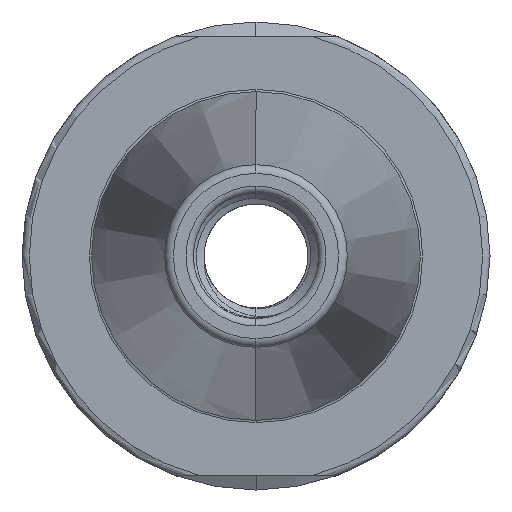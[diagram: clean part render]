
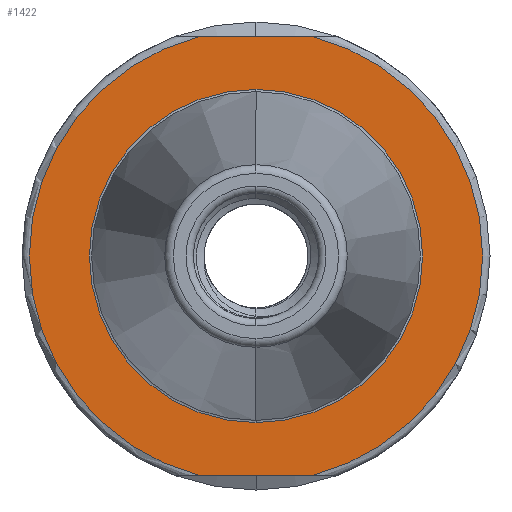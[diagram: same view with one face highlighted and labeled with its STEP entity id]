
A CAD part, left-side view. The second image highlights one B-rep face of the part: STEP entity #1422.
In plain terms, the highlighted planar face has unit normal (-1, 0, 0).
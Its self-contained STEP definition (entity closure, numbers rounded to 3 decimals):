
#1422 = ADVANCED_FACE ( 'NONE', ( #11913, #11903 ), #7863, .F. ) ;
#3327 = CARTESIAN_POINT ( 'NONE',  ( 0., 0., 0. ) ) ;
#3338 = DIRECTION ( 'NONE',  ( 1., 0., 0. ) ) ;
#3364 = DIRECTION ( 'NONE',  ( 0., 0., -1. ) ) ;
#4095 = CARTESIAN_POINT ( 'NONE',  ( 0., 0., 0. ) ) ;
#4097 = DIRECTION ( 'NONE',  ( 0., 0., -1. ) ) ;
#4101 = DIRECTION ( 'NONE',  ( 1., 0., 0. ) ) ;
#7156 = CARTESIAN_POINT ( 'NONE',  ( 0., 0., 22.627 ) ) ;
#7189 = CARTESIAN_POINT ( 'NONE',  ( 0., -7.685, -29.8 ) ) ;
#7197 = CARTESIAN_POINT ( 'NONE',  ( 0., 7.685, -29.8 ) ) ;
#7205 = CARTESIAN_POINT ( 'NONE',  ( 0., 0., -22.627 ) ) ;
#7223 = CARTESIAN_POINT ( 'NONE',  ( 0., 7.685, 29.8 ) ) ;
#7248 = CARTESIAN_POINT ( 'NONE',  ( 0., -7.685, 29.8 ) ) ;
#7863 = PLANE ( 'NONE',  #11991 ) ;
#7868 = CARTESIAN_POINT ( 'NONE',  ( 0., 22.692, 0. ) ) ;
#7873 = DIRECTION ( 'NONE',  ( 1., 0., 0. ) ) ;
#7874 = DIRECTION ( 'NONE',  ( 0., 0., -1. ) ) ;
#8449 = ORIENTED_EDGE ( 'NONE', *, *, #17015, .T. ) ;
#8453 = ORIENTED_EDGE ( 'NONE', *, *, #17033, .F. ) ;
#8505 = ORIENTED_EDGE ( 'NONE', *, *, #17035, .T. ) ;
#8508 = ORIENTED_EDGE ( 'NONE', *, *, #17329, .T. ) ;
#8509 = ORIENTED_EDGE ( 'NONE', *, *, #17025, .T. ) ;
#8512 = ORIENTED_EDGE ( 'NONE', *, *, #17037, .T. ) ;
#11072 = VECTOR ( 'NONE', #14508, 1000. ) ;
#11073 = LINE ( 'NONE', #14482, #11072 ) ;
#11097 = CIRCLE ( 'NONE', #12070, 30.775 ) ;
#11099 = VECTOR ( 'NONE', #14540, 1000. ) ;
#11102 = LINE ( 'NONE', #14551, #11099 ) ;
#11105 = CIRCLE ( 'NONE', #12069, 30.775 ) ;
#11107 = CIRCLE ( 'NONE', #12060, 22.627 ) ;
#11903 = FACE_OUTER_BOUND ( 'NONE', #13086, .T. ) ;
#11913 = FACE_BOUND ( 'NONE', #13050, .T. ) ;
#11991 = AXIS2_PLACEMENT_3D ( 'NONE', #7868, #7873, #7874 ) ;
#12060 = AXIS2_PLACEMENT_3D ( 'NONE', #3327, #3338, #3364 ) ;
#12069 = AXIS2_PLACEMENT_3D ( 'NONE', #14518, #14557, #14546 ) ;
#12070 = AXIS2_PLACEMENT_3D ( 'NONE', #14516, #14521, #14528 ) ;
#12110 = AXIS2_PLACEMENT_3D ( 'NONE', #4095, #4101, #4097 ) ;
#13050 = EDGE_LOOP ( 'NONE', ( #8449, #8508 ) ) ;
#13086 = EDGE_LOOP ( 'NONE', ( #8509, #8512, #8453, #8505 ) ) ;
#13181 = VERTEX_POINT ( 'NONE', #7156 ) ;
#13208 = VERTEX_POINT ( 'NONE', #7205 ) ;
#13228 = VERTEX_POINT ( 'NONE', #7189 ) ;
#13245 = VERTEX_POINT ( 'NONE', #7197 ) ;
#13262 = VERTEX_POINT ( 'NONE', #7248 ) ;
#13268 = VERTEX_POINT ( 'NONE', #7223 ) ;
#13501 = CIRCLE ( 'NONE', #12110, 22.627 ) ;
#14482 = CARTESIAN_POINT ( 'NONE',  ( 0., -15., -29.8 ) ) ;
#14508 = DIRECTION ( 'NONE',  ( 0., -1., 0. ) ) ;
#14516 = CARTESIAN_POINT ( 'NONE',  ( 0., 0., 0. ) ) ;
#14518 = CARTESIAN_POINT ( 'NONE',  ( 0., 0., 0. ) ) ;
#14521 = DIRECTION ( 'NONE',  ( -1., 0., 0. ) ) ;
#14528 = DIRECTION ( 'NONE',  ( 0., 0., -1. ) ) ;
#14540 = DIRECTION ( 'NONE',  ( 0., -1., 0. ) ) ;
#14546 = DIRECTION ( 'NONE',  ( 0., 0., -1. ) ) ;
#14551 = CARTESIAN_POINT ( 'NONE',  ( 0., 15., 29.8 ) ) ;
#14557 = DIRECTION ( 'NONE',  ( -1., 0., 0. ) ) ;
#17015 = EDGE_CURVE ( 'NONE', #13208, #13181, #11107, .T. ) ;
#17025 = EDGE_CURVE ( 'NONE', #13245, #13228, #11073, .T. ) ;
#17033 = EDGE_CURVE ( 'NONE', #13268, #13262, #11102, .T. ) ;
#17035 = EDGE_CURVE ( 'NONE', #13268, #13245, #11105, .T. ) ;
#17037 = EDGE_CURVE ( 'NONE', #13228, #13262, #11097, .T. ) ;
#17329 = EDGE_CURVE ( 'NONE', #13181, #13208, #13501, .T. ) ;
